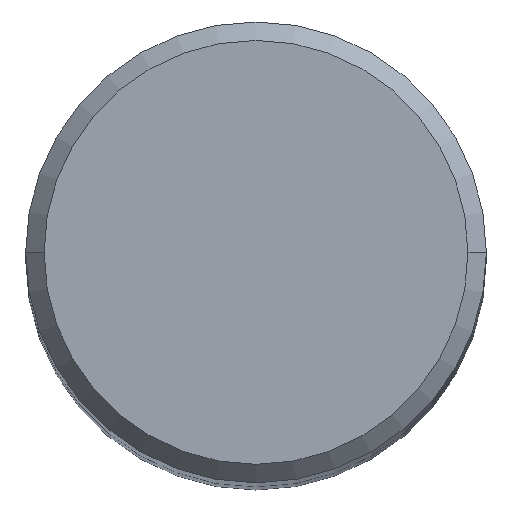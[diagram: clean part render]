
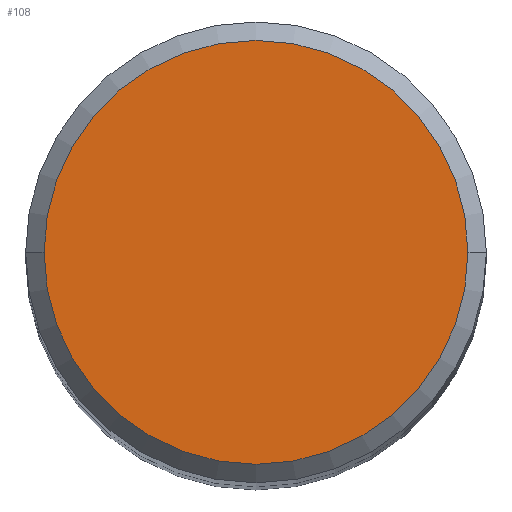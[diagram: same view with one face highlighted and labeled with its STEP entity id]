
A CAD part, top view. The second image highlights one B-rep face of the part: STEP entity #108.
In plain terms, the highlighted planar face has unit normal (0, 0, 1).
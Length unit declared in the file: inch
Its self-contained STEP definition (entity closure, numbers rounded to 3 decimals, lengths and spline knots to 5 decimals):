
#9 = CIRCLE ( 'NONE', #379, 0.23 ) ;
#48 = DIRECTION ( 'NONE',  ( 0., 0., -1. ) ) ;
#55 = CARTESIAN_POINT ( 'NONE',  ( 0., 0.23, 0. ) ) ;
#71 = ORIENTED_EDGE ( 'NONE', *, *, #195, .T. ) ;
#84 = DIRECTION ( 'NONE',  ( -1., 0., 0. ) ) ;
#100 = EDGE_LOOP ( 'NONE', ( #71, #163 ) ) ;
#102 = VERTEX_POINT ( 'NONE', #231 ) ;
#108 = ADVANCED_FACE ( 'NONE', ( #203 ), #344, .F. ) ;
#119 = DIRECTION ( 'NONE',  ( 0., 0., 1. ) ) ;
#154 = DIRECTION ( 'NONE',  ( 1., 0., 0. ) ) ;
#163 = ORIENTED_EDGE ( 'NONE', *, *, #186, .T. ) ;
#186 = EDGE_CURVE ( 'NONE', #201, #102, #188, .T. ) ;
#188 = CIRCLE ( 'NONE', #389, 0.23 ) ;
#195 = EDGE_CURVE ( 'NONE', #102, #201, #9, .T. ) ;
#201 = VERTEX_POINT ( 'NONE', #241 ) ;
#203 = FACE_OUTER_BOUND ( 'NONE', #100, .T. ) ;
#231 = CARTESIAN_POINT ( 'NONE',  ( -0.23, 0., 0. ) ) ;
#236 = DIRECTION ( 'NONE',  ( 0., 0., 1. ) ) ;
#241 = CARTESIAN_POINT ( 'NONE',  ( 0.23, 0., 0. ) ) ;
#302 = AXIS2_PLACEMENT_3D ( 'NONE', #55, #48, #84 ) ;
#327 = DIRECTION ( 'NONE',  ( 1., 0., 0. ) ) ;
#332 = CARTESIAN_POINT ( 'NONE',  ( 0., 0., 0. ) ) ;
#344 = PLANE ( 'NONE',  #302 ) ;
#379 = AXIS2_PLACEMENT_3D ( 'NONE', #332, #119, #154 ) ;
#385 = CARTESIAN_POINT ( 'NONE',  ( 0., 0., 0. ) ) ;
#389 = AXIS2_PLACEMENT_3D ( 'NONE', #385, #236, #327 ) ;
